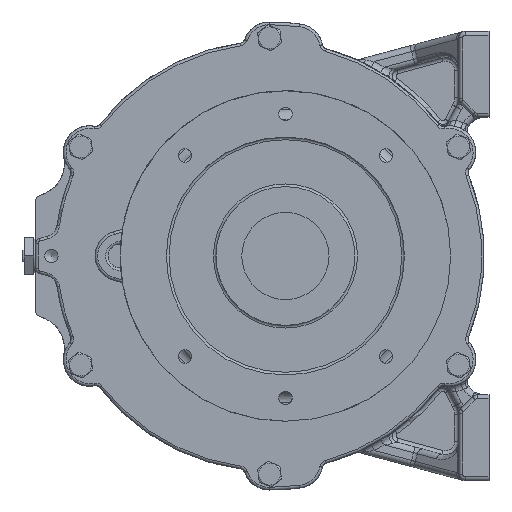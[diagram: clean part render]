
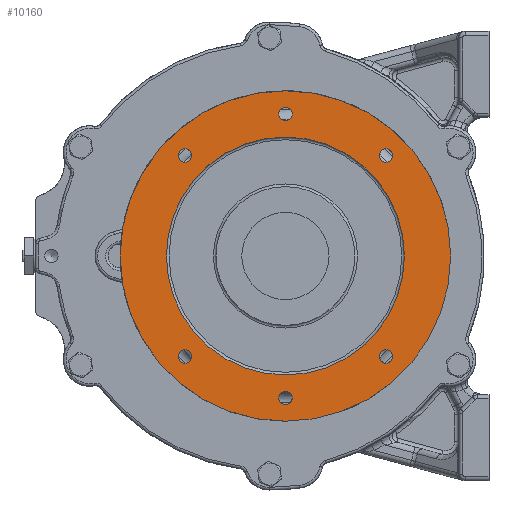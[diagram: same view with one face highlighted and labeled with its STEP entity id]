
A CAD part, left-side view. The second image highlights one B-rep face of the part: STEP entity #10160.
In plain terms, the highlighted planar face has unit normal (-1, 0, 0).
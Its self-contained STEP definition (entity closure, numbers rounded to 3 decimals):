
#1749 = CIRCLE ( 'NONE', #11678, 5.1 ) ;
#2372 = VERTEX_POINT ( 'NONE', #46480 ) ;
#2575 = DIRECTION ( 'NONE',  ( 0., -1., 0. ) ) ;
#4161 = DIRECTION ( 'NONE',  ( -1., 0., 0. ) ) ;
#4250 = EDGE_CURVE ( 'NONE', #10985, #10985, #48940, .T. ) ;
#5636 = DIRECTION ( 'NONE',  ( 0., -1., 0. ) ) ;
#6374 = CARTESIAN_POINT ( 'NONE',  ( -122., -88.014, -76.014 ) ) ;
#6463 = PLANE ( 'NONE',  #16327 ) ;
#6778 = EDGE_CURVE ( 'NONE', #22666, #22666, #45347, .T. ) ;
#7073 = DIRECTION ( 'NONE',  ( 0., -1., 0. ) ) ;
#7578 = DIRECTION ( 'NONE',  ( 0., -1., 0. ) ) ;
#8042 = AXIS2_PLACEMENT_3D ( 'NONE', #12036, #27872, #24239 ) ;
#8112 = VERTEX_POINT ( 'NONE', #44168 ) ;
#9308 = ORIENTED_EDGE ( 'NONE', *, *, #37385, .T. ) ;
#9380 = EDGE_CURVE ( 'NONE', #8112, #8112, #27930, .T. ) ;
#9499 = CARTESIAN_POINT ( 'NONE',  ( -122., -88.014, 76.014 ) ) ;
#9891 = VERTEX_POINT ( 'NONE', #45707 ) ;
#10160 = ADVANCED_FACE ( 'NONE', ( #18134, #45906, #37336, #10338, #25661, #37076, #25156, #26169 ), #6463, .T. ) ;
#10338 = FACE_BOUND ( 'NONE', #28873, .T. ) ;
#10399 = VERTEX_POINT ( 'NONE', #26233 ) ;
#10985 = VERTEX_POINT ( 'NONE', #46798 ) ;
#11678 = AXIS2_PLACEMENT_3D ( 'NONE', #14415, #21452, #18325 ) ;
#12026 = AXIS2_PLACEMENT_3D ( 'NONE', #51202, #40161, #7578 ) ;
#12036 = CARTESIAN_POINT ( 'NONE',  ( -122., 64.014, -76.014 ) ) ;
#12280 = ORIENTED_EDGE ( 'NONE', *, *, #20527, .T. ) ;
#13185 = CIRCLE ( 'NONE', #37159, 5.1 ) ;
#13534 = CIRCLE ( 'NONE', #20145, 125. ) ;
#13653 = EDGE_LOOP ( 'NONE', ( #20721 ) ) ;
#13917 = CARTESIAN_POINT ( 'NONE',  ( -122., -12., 0. ) ) ;
#14415 = CARTESIAN_POINT ( 'NONE',  ( -122., -12., -107.5 ) ) ;
#14876 = CARTESIAN_POINT ( 'NONE',  ( -122., 58.914, -76.014 ) ) ;
#14930 = AXIS2_PLACEMENT_3D ( 'NONE', #9499, #36988, #29731 ) ;
#15363 = DIRECTION ( 'NONE',  ( 1., 0., 0. ) ) ;
#15837 = VERTEX_POINT ( 'NONE', #47508 ) ;
#16134 = AXIS2_PLACEMENT_3D ( 'NONE', #6374, #38507, #25828 ) ;
#16327 = AXIS2_PLACEMENT_3D ( 'NONE', #22290, #45137, #2575 ) ;
#18064 = EDGE_LOOP ( 'NONE', ( #12280 ) ) ;
#18134 = FACE_BOUND ( 'NONE', #18064, .T. ) ;
#18325 = DIRECTION ( 'NONE',  ( 0., -1., 0. ) ) ;
#18786 = EDGE_CURVE ( 'NONE', #40535, #40535, #31867, .T. ) ;
#19270 = ORIENTED_EDGE ( 'NONE', *, *, #18786, .T. ) ;
#19713 = CARTESIAN_POINT ( 'NONE',  ( -122., -12., 0. ) ) ;
#20145 = AXIS2_PLACEMENT_3D ( 'NONE', #19713, #4161, #51152 ) ;
#20527 = EDGE_CURVE ( 'NONE', #9891, #9891, #1749, .T. ) ;
#20721 = ORIENTED_EDGE ( 'NONE', *, *, #6778, .T. ) ;
#21452 = DIRECTION ( 'NONE',  ( 1., 0., 0. ) ) ;
#22121 = AXIS2_PLACEMENT_3D ( 'NONE', #13917, #44572, #5636 ) ;
#22290 = CARTESIAN_POINT ( 'NONE',  ( -122., -137., 0. ) ) ;
#22666 = VERTEX_POINT ( 'NONE', #14876 ) ;
#23270 = ORIENTED_EDGE ( 'NONE', *, *, #31771, .T. ) ;
#24030 = EDGE_LOOP ( 'NONE', ( #19270 ) ) ;
#24239 = DIRECTION ( 'NONE',  ( 0., -1., 0. ) ) ;
#24965 = ORIENTED_EDGE ( 'NONE', *, *, #4250, .T. ) ;
#25156 = FACE_BOUND ( 'NONE', #44734, .T. ) ;
#25510 = CARTESIAN_POINT ( 'NONE',  ( -122., 64.014, 76.014 ) ) ;
#25661 = FACE_BOUND ( 'NONE', #36184, .T. ) ;
#25828 = DIRECTION ( 'NONE',  ( 0., -1., 0. ) ) ;
#26169 = FACE_OUTER_BOUND ( 'NONE', #34545, .T. ) ;
#26233 = CARTESIAN_POINT ( 'NONE',  ( -122., -137., 0. ) ) ;
#27872 = DIRECTION ( 'NONE',  ( 1., 0., 0. ) ) ;
#27930 = CIRCLE ( 'NONE', #22121, 90. ) ;
#28634 = CIRCLE ( 'NONE', #12026, 5.1 ) ;
#28873 = EDGE_LOOP ( 'NONE', ( #24965 ) ) ;
#29731 = DIRECTION ( 'NONE',  ( 0., -1., 0. ) ) ;
#29878 = CARTESIAN_POINT ( 'NONE',  ( -122., -93.114, -76.014 ) ) ;
#31771 = EDGE_CURVE ( 'NONE', #2372, #2372, #28634, .T. ) ;
#31867 = CIRCLE ( 'NONE', #16134, 5.1 ) ;
#32757 = ORIENTED_EDGE ( 'NONE', *, *, #32962, .T. ) ;
#32962 = EDGE_CURVE ( 'NONE', #10399, #10399, #13534, .T. ) ;
#34545 = EDGE_LOOP ( 'NONE', ( #32757 ) ) ;
#36184 = EDGE_LOOP ( 'NONE', ( #9308 ) ) ;
#36988 = DIRECTION ( 'NONE',  ( 1., 0., 0. ) ) ;
#37076 = FACE_BOUND ( 'NONE', #13653, .T. ) ;
#37159 = AXIS2_PLACEMENT_3D ( 'NONE', #25510, #15363, #7073 ) ;
#37336 = FACE_BOUND ( 'NONE', #24030, .T. ) ;
#37385 = EDGE_CURVE ( 'NONE', #15837, #15837, #13185, .T. ) ;
#38507 = DIRECTION ( 'NONE',  ( 1., 0., 0. ) ) ;
#40161 = DIRECTION ( 'NONE',  ( 1., 0., 0. ) ) ;
#40535 = VERTEX_POINT ( 'NONE', #29878 ) ;
#44168 = CARTESIAN_POINT ( 'NONE',  ( -122., -102., 0. ) ) ;
#44572 = DIRECTION ( 'NONE',  ( 1., 0., 0. ) ) ;
#44734 = EDGE_LOOP ( 'NONE', ( #49794 ) ) ;
#45137 = DIRECTION ( 'NONE',  ( -1., 0., 0. ) ) ;
#45347 = CIRCLE ( 'NONE', #8042, 5.1 ) ;
#45707 = CARTESIAN_POINT ( 'NONE',  ( -122., -17.1, -107.5 ) ) ;
#45906 = FACE_BOUND ( 'NONE', #49758, .T. ) ;
#46480 = CARTESIAN_POINT ( 'NONE',  ( -122., -17.1, 107.5 ) ) ;
#46798 = CARTESIAN_POINT ( 'NONE',  ( -122., -93.114, 76.014 ) ) ;
#47508 = CARTESIAN_POINT ( 'NONE',  ( -122., 58.914, 76.014 ) ) ;
#48940 = CIRCLE ( 'NONE', #14930, 5.1 ) ;
#49758 = EDGE_LOOP ( 'NONE', ( #23270 ) ) ;
#49794 = ORIENTED_EDGE ( 'NONE', *, *, #9380, .T. ) ;
#51152 = DIRECTION ( 'NONE',  ( 0., -1., 0. ) ) ;
#51202 = CARTESIAN_POINT ( 'NONE',  ( -122., -12., 107.5 ) ) ;
